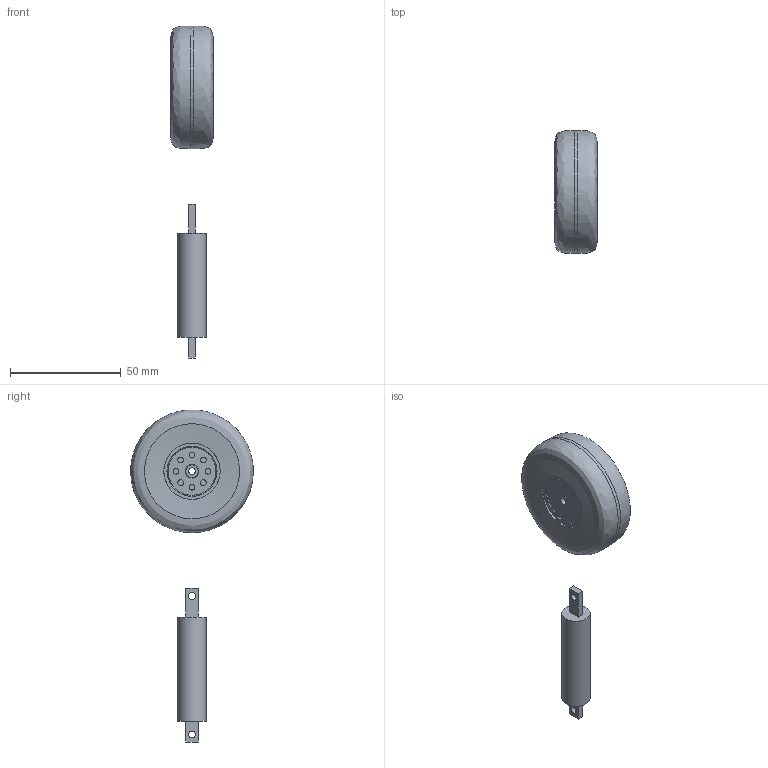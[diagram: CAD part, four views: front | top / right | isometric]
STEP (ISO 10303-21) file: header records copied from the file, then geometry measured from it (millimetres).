
FILE_DESCRIPTION( ( '' ), ' ' );
FILE_NAME( '5ad3b6453f4c640eb596850b.step', '2018-04-15T20:29:57', ( '' ), ( '' ), ' ', ' ', ' ' );
FILE_SCHEMA( ( 'AUTOMOTIVE_DESIGN { 1 0 10303 214 1 1 1 1 }' ) );
Length unit declared in the file: metre
Products named in the file (4): Part 1; Part 2; Part 4; Part 3
Bounding box: 19.29 x 55.36 x 149.78 mm (x, y, z)
Volume: 48865.3 mm3; surface area: 13145.9 mm2
Topology: 4 solids, 4 shells, 72 faces, 125 edges, 80 vertices
Faces by surface type: plane 35, cylinder 27, torus 6, bspline 4
Full cylindrical faces by diameter (mm): 2.54 x16, 3.003 x1, 3.099 x1, 3.155 x1, 6.137 x2, 12.7 x1, 22.127 x2, 25.4 x2, 55.372 x1
Entity records: 2932 total; most frequent: CARTESIAN_POINT 1036, DIRECTION 280, ORIENTED_EDGE 172, EDGE_LOOP 136, AXIS2_PLACEMENT_3D 128, FACE_OUTER_BOUND 109, EDGE_CURVE 86, VERTEX_POINT 78
